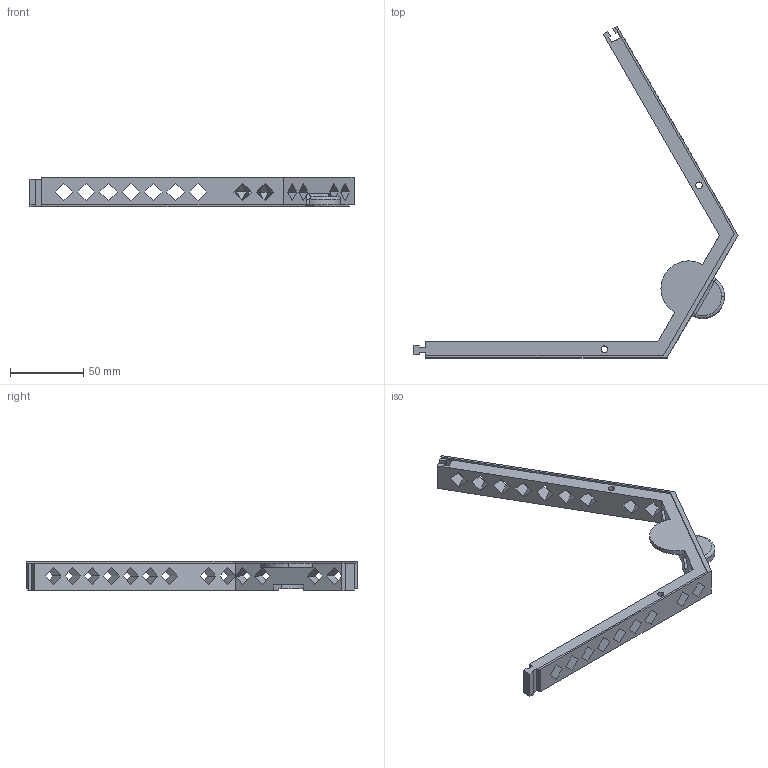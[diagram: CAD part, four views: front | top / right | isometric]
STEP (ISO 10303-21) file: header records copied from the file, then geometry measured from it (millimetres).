
FILE_DESCRIPTION (( 'STEP AP214' ), '1' );
FILE_NAME ('Top razer part 1.STEP', '2024-04-24T15:01:01', ( '' ), ( '' ), 'SwSTEP 2.0', 'SolidWorks 2024', '' );
FILE_SCHEMA (( 'AUTOMOTIVE_DESIGN' ));
Length unit declared in the file: millimetre
Products named in the file (1): Top razer part 1
Bounding box: 221.87 x 227.27 x 20 mm (x, y, z)
Volume: 69318.8 mm3; surface area: 34459.9 mm2
Topology: 1 solids, 1 shells, 149 faces, 443 edges, 292 vertices
Faces by surface type: plane 133, cylinder 12, torus 2, bspline 2
Entity records: 5164 total; most frequent: CARTESIAN_POINT 1041, ORIENTED_EDGE 886, DIRECTION 763, EDGE_CURVE 443, VECTOR 411, LINE 411, VERTEX_POINT 292, EDGE_LOOP 193
